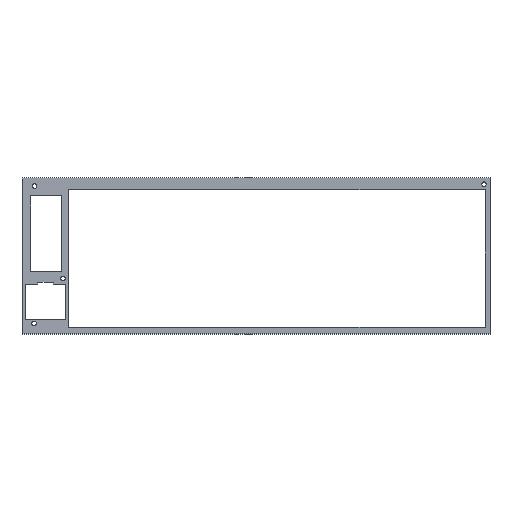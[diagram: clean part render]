
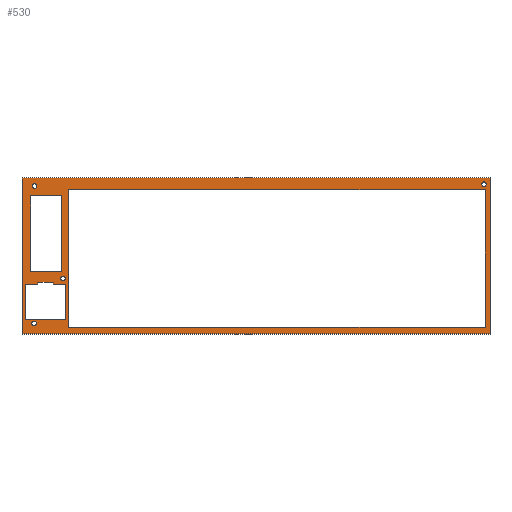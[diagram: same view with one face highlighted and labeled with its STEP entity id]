
A CAD part, top view. The second image highlights one B-rep face of the part: STEP entity #530.
In plain terms, the highlighted planar face has unit normal (0, 0, 1).
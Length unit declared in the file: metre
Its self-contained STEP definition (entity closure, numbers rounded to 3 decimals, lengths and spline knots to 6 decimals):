
#12=CIRCLE('',#562,0.001524);
#14=CIRCLE('',#565,0.001524);
#16=CIRCLE('',#568,0.001524);
#18=CIRCLE('',#571,0.001524);
#112=ORIENTED_EDGE('',*,*,#204,.F.);
#113=ORIENTED_EDGE('',*,*,#208,.T.);
#114=ORIENTED_EDGE('',*,*,#211,.T.);
#115=ORIENTED_EDGE('',*,*,#225,.F.);
#116=ORIENTED_EDGE('',*,*,#194,.F.);
#117=ORIENTED_EDGE('',*,*,#198,.F.);
#118=ORIENTED_EDGE('',*,*,#201,.F.);
#119=ORIENTED_EDGE('',*,*,#223,.T.);
#120=ORIENTED_EDGE('',*,*,#184,.F.);
#121=ORIENTED_EDGE('',*,*,#188,.F.);
#122=ORIENTED_EDGE('',*,*,#191,.T.);
#123=ORIENTED_EDGE('',*,*,#221,.T.);
#124=ORIENTED_EDGE('',*,*,#218,.F.);
#125=ORIENTED_EDGE('',*,*,#216,.F.);
#126=ORIENTED_EDGE('',*,*,#214,.F.);
#127=ORIENTED_EDGE('',*,*,#212,.F.);
#128=ORIENTED_EDGE('',*,*,#162,.F.);
#129=ORIENTED_EDGE('',*,*,#166,.T.);
#130=ORIENTED_EDGE('',*,*,#169,.F.);
#131=ORIENTED_EDGE('',*,*,#172,.F.);
#132=ORIENTED_EDGE('',*,*,#175,.T.);
#133=ORIENTED_EDGE('',*,*,#178,.F.);
#134=ORIENTED_EDGE('',*,*,#181,.T.);
#135=ORIENTED_EDGE('',*,*,#227,.T.);
#162=EDGE_CURVE('',#230,#231,#278,.T.);
#166=EDGE_CURVE('',#230,#233,#282,.T.);
#169=EDGE_CURVE('',#235,#233,#285,.T.);
#172=EDGE_CURVE('',#237,#235,#288,.T.);
#175=EDGE_CURVE('',#237,#239,#291,.T.);
#178=EDGE_CURVE('',#241,#239,#294,.T.);
#181=EDGE_CURVE('',#241,#243,#297,.T.);
#184=EDGE_CURVE('',#246,#247,#300,.T.);
#188=EDGE_CURVE('',#249,#246,#304,.T.);
#191=EDGE_CURVE('',#249,#251,#307,.T.);
#194=EDGE_CURVE('',#254,#255,#310,.T.);
#198=EDGE_CURVE('',#257,#254,#314,.T.);
#201=EDGE_CURVE('',#259,#257,#317,.T.);
#204=EDGE_CURVE('',#262,#263,#320,.T.);
#208=EDGE_CURVE('',#262,#265,#324,.T.);
#211=EDGE_CURVE('',#265,#267,#327,.T.);
#212=EDGE_CURVE('',#268,#268,#12,.T.);
#214=EDGE_CURVE('',#270,#270,#14,.T.);
#216=EDGE_CURVE('',#272,#272,#16,.T.);
#218=EDGE_CURVE('',#274,#274,#18,.T.);
#221=EDGE_CURVE('',#251,#247,#329,.T.);
#223=EDGE_CURVE('',#259,#255,#331,.T.);
#225=EDGE_CURVE('',#263,#267,#333,.T.);
#227=EDGE_CURVE('',#243,#231,#335,.T.);
#230=VERTEX_POINT('',#715);
#231=VERTEX_POINT('',#717);
#233=VERTEX_POINT('',#723);
#235=VERTEX_POINT('',#729);
#237=VERTEX_POINT('',#735);
#239=VERTEX_POINT('',#741);
#241=VERTEX_POINT('',#747);
#243=VERTEX_POINT('',#753);
#246=VERTEX_POINT('',#760);
#247=VERTEX_POINT('',#762);
#249=VERTEX_POINT('',#768);
#251=VERTEX_POINT('',#774);
#254=VERTEX_POINT('',#781);
#255=VERTEX_POINT('',#783);
#257=VERTEX_POINT('',#789);
#259=VERTEX_POINT('',#795);
#262=VERTEX_POINT('',#802);
#263=VERTEX_POINT('',#804);
#265=VERTEX_POINT('',#810);
#267=VERTEX_POINT('',#816);
#268=VERTEX_POINT('',#820);
#270=VERTEX_POINT('',#825);
#272=VERTEX_POINT('',#830);
#274=VERTEX_POINT('',#835);
#278=LINE('',#716,#338);
#282=LINE('',#724,#342);
#285=LINE('',#730,#345);
#288=LINE('',#736,#348);
#291=LINE('',#742,#351);
#294=LINE('',#748,#354);
#297=LINE('',#754,#357);
#300=LINE('',#761,#360);
#304=LINE('',#769,#364);
#307=LINE('',#775,#367);
#310=LINE('',#782,#370);
#314=LINE('',#790,#374);
#317=LINE('',#796,#377);
#320=LINE('',#803,#380);
#324=LINE('',#811,#384);
#327=LINE('',#817,#387);
#329=LINE('',#840,#389);
#331=LINE('',#843,#391);
#333=LINE('',#846,#393);
#335=LINE('',#849,#395);
#338=VECTOR('',#585,1.);
#342=VECTOR('',#591,1.);
#345=VECTOR('',#596,1.);
#348=VECTOR('',#601,1.);
#351=VECTOR('',#606,1.);
#354=VECTOR('',#611,1.);
#357=VECTOR('',#616,1.);
#360=VECTOR('',#621,1.);
#364=VECTOR('',#627,1.);
#367=VECTOR('',#632,1.);
#370=VECTOR('',#637,1.);
#374=VECTOR('',#643,1.);
#377=VECTOR('',#648,1.);
#380=VECTOR('',#653,1.);
#384=VECTOR('',#659,1.);
#387=VECTOR('',#664,1.);
#389=VECTOR('',#692,1.);
#391=VECTOR('',#696,1.);
#393=VECTOR('',#700,1.);
#395=VECTOR('',#704,1.);
#424=EDGE_LOOP('',(#112,#113,#114,#115));
#425=EDGE_LOOP('',(#116,#117,#118,#119));
#426=EDGE_LOOP('',(#120,#121,#122,#123));
#427=EDGE_LOOP('',(#124));
#428=EDGE_LOOP('',(#125));
#429=EDGE_LOOP('',(#126));
#430=EDGE_LOOP('',(#127));
#431=EDGE_LOOP('',(#128,#129,#130,#131,#132,#133,#134,#135));
#468=FACE_BOUND('',#424,.T.);
#469=FACE_BOUND('',#425,.T.);
#470=FACE_BOUND('',#426,.T.);
#471=FACE_BOUND('',#427,.T.);
#472=FACE_BOUND('',#428,.T.);
#473=FACE_BOUND('',#429,.T.);
#474=FACE_BOUND('',#430,.T.);
#475=FACE_BOUND('',#431,.T.);
#504=PLANE('',#577);
#530=ADVANCED_FACE('',(#468,#469,#470,#471,#472,#473,#474,#475),#504,.T.);
#562=AXIS2_PLACEMENT_3D('',#819,#667,#668);
#565=AXIS2_PLACEMENT_3D('',#824,#673,#674);
#568=AXIS2_PLACEMENT_3D('',#829,#679,#680);
#571=AXIS2_PLACEMENT_3D('',#834,#685,#686);
#577=AXIS2_PLACEMENT_3D('',#850,#705,#706);
#585=DIRECTION('',(0.,1.,0.));
#591=DIRECTION('',(1.,0.,0.));
#596=DIRECTION('',(0.,1.,0.));
#601=DIRECTION('',(1.,0.,0.));
#606=DIRECTION('',(0.,1.,0.));
#611=DIRECTION('',(-1.,0.,0.));
#616=DIRECTION('',(0.,1.,0.));
#621=DIRECTION('',(1.,0.,0.));
#627=DIRECTION('',(0.,1.,0.));
#632=DIRECTION('',(1.,0.,0.));
#637=DIRECTION('',(-1.,0.,0.));
#643=DIRECTION('',(0.,1.,0.));
#648=DIRECTION('',(1.,0.,0.));
#653=DIRECTION('',(0.,-1.,0.));
#659=DIRECTION('',(1.,0.,0.));
#664=DIRECTION('',(0.,-1.,0.));
#667=DIRECTION('',(0.,0.,1.));
#668=DIRECTION('',(0.,-1.,0.));
#673=DIRECTION('',(0.,0.,1.));
#674=DIRECTION('',(0.,-1.,0.));
#679=DIRECTION('',(0.,0.,1.));
#680=DIRECTION('',(0.,-1.,0.));
#685=DIRECTION('',(0.,0.,1.));
#686=DIRECTION('',(0.,-1.,0.));
#692=DIRECTION('',(0.,1.,0.));
#696=DIRECTION('',(0.,1.,0.));
#700=DIRECTION('',(1.,0.,0.));
#704=DIRECTION('',(1.,0.,0.));
#705=DIRECTION('',(0.,0.,1.));
#706=DIRECTION('',(1.,0.,0.));
#715=CARTESIAN_POINT('',(0.01955,-0.0934,0.01016));
#716=CARTESIAN_POINT('',(0.01955,-0.092766,0.01016));
#717=CARTESIAN_POINT('',(0.01955,-0.092132,0.01016));
#723=CARTESIAN_POINT('',(0.02804,-0.0934,0.01016));
#724=CARTESIAN_POINT('',(0.023795,-0.0934,0.01016));
#729=CARTESIAN_POINT('',(0.02804,-0.1171,0.01016));
#730=CARTESIAN_POINT('',(0.02804,-0.10525,0.01016));
#735=CARTESIAN_POINT('',(0.00082,-0.1171,0.01016));
#736=CARTESIAN_POINT('',(0.019329,-0.1171,0.01016));
#741=CARTESIAN_POINT('',(0.00082,-0.0934,0.01016));
#742=CARTESIAN_POINT('',(0.00082,-0.10525,0.01016));
#747=CARTESIAN_POINT('',(0.009171,-0.0934,0.01016));
#748=CARTESIAN_POINT('',(0.004996,-0.0934,0.01016));
#753=CARTESIAN_POINT('',(0.009171,-0.092132,0.01016));
#754=CARTESIAN_POINT('',(0.009171,-0.092766,0.01016));
#760=CARTESIAN_POINT('',(-0.001523,-0.021923,0.01016));
#761=CARTESIAN_POINT('',(0.155739,-0.021923,0.01016));
#762=CARTESIAN_POINT('',(0.313928,-0.021923,0.01016));
#768=CARTESIAN_POINT('',(-0.001523,-0.127068,0.01016));
#769=CARTESIAN_POINT('',(-0.001523,-0.074495,0.01016));
#774=CARTESIAN_POINT('',(0.313928,-0.127068,0.01016));
#775=CARTESIAN_POINT('',(-0.001023,-0.127068,0.01016));
#781=CARTESIAN_POINT('',(0.310719,-0.029799,0.01016));
#782=CARTESIAN_POINT('',(0.032573,-0.029799,0.01016));
#783=CARTESIAN_POINT('',(0.029783,-0.029799,0.01016));
#789=CARTESIAN_POINT('',(0.310719,-0.122613,0.01016));
#790=CARTESIAN_POINT('',(0.310719,-0.074953,0.01016));
#795=CARTESIAN_POINT('',(0.029783,-0.122613,0.01016));
#796=CARTESIAN_POINT('',(0.30793,-0.122613,0.01016));
#802=CARTESIAN_POINT('',(0.0043,-0.034,0.01016));
#803=CARTESIAN_POINT('',(0.0043,-0.0595,0.01016));
#804=CARTESIAN_POINT('',(0.0043,-0.085,0.01016));
#810=CARTESIAN_POINT('',(0.0253,-0.034,0.01016));
#811=CARTESIAN_POINT('',(0.0148,-0.034,0.01016));
#816=CARTESIAN_POINT('',(0.0253,-0.085,0.01016));
#817=CARTESIAN_POINT('',(0.0253,-0.0595,0.01016));
#819=CARTESIAN_POINT('',(0.3099,-0.0261,0.01016));
#820=CARTESIAN_POINT('',(0.3099,-0.027624,0.01016));
#824=CARTESIAN_POINT('',(0.0066,-0.1199,0.01016));
#825=CARTESIAN_POINT('',(0.0066,-0.121424,0.01016));
#829=CARTESIAN_POINT('',(0.02608,-0.08969,0.01016));
#830=CARTESIAN_POINT('',(0.02608,-0.091214,0.01016));
#834=CARTESIAN_POINT('',(0.007,-0.0274,0.01016));
#835=CARTESIAN_POINT('',(0.007,-0.028924,0.01016));
#840=CARTESIAN_POINT('',(0.313928,-0.074495,0.01016));
#843=CARTESIAN_POINT('',(0.029783,-0.07746,0.01016));
#846=CARTESIAN_POINT('',(0.0148,-0.085,0.01016));
#849=CARTESIAN_POINT('',(0.014361,-0.092132,0.01016));
#850=CARTESIAN_POINT('',(0.156202,-0.074473,0.01016));
